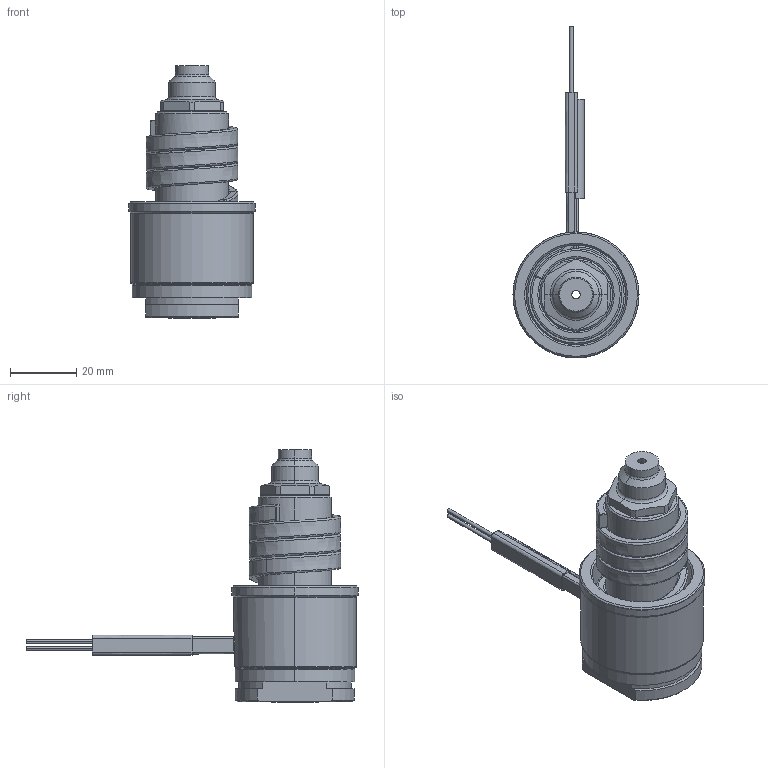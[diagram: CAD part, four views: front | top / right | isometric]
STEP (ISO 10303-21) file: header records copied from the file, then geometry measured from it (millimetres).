
FILE_DESCRIPTION((''),'2;1');
FILE_NAME('LS-76-CKG','2014-03-13T',('Íàòàëüÿ'),('IMID'),'PRO/ENGINEER BY PARAMETRIC TECHNOLOGY CORPORATION, 2010180','PRO/ENGINEER BY PARAMETRIC TECHNOLOGY CORPORATION, 2010180','');
FILE_SCHEMA(('CONFIG_CONTROL_DESIGN'));
Length unit declared in the file: millimetre
Products named in the file (1): LS-76-CKG
Bounding box: 38 x 100 x 76.2 mm (x, y, z)
Volume: 46011.6 mm3; surface area: 22360.9 mm2
Topology: 1 solids, 8 shells, 299 faces, 735 edges, 440 vertices
Faces by surface type: cylinder 97, bspline 54, cone 54, plane 51, torus 26, revolution 9, extrusion 8
Entity records: 14310 total; most frequent: CARTESIAN_POINT 7574, ORIENTED_EDGE 1430, DIRECTION 1318, EDGE_CURVE 727, AXIS2_PLACEMENT_3D 526, VERTEX_POINT 440, EDGE_LOOP 323, FACE_OUTER_BOUND 299
